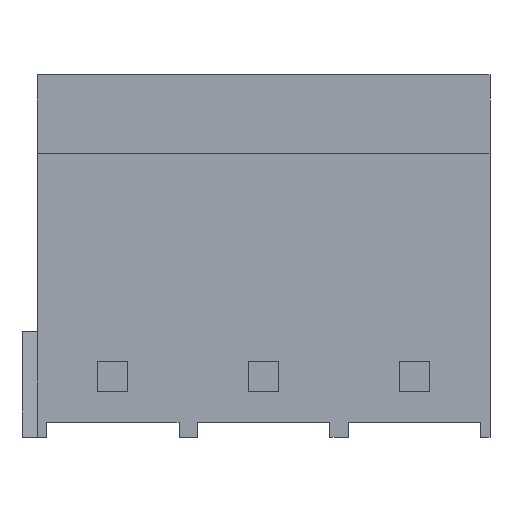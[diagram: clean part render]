
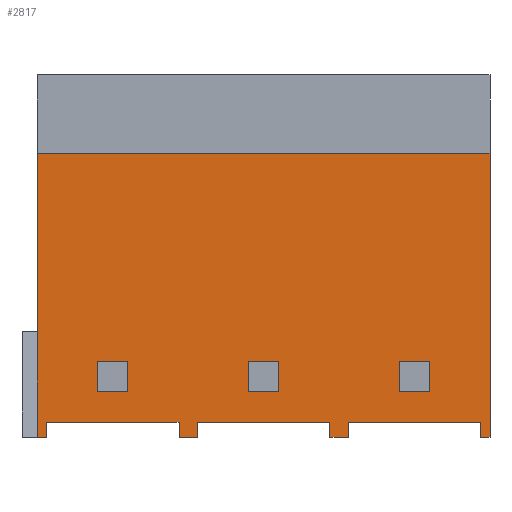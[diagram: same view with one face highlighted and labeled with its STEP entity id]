
A CAD part, front view. The second image highlights one B-rep face of the part: STEP entity #2817.
In plain terms, the highlighted planar face has unit normal (0, -1, 0).
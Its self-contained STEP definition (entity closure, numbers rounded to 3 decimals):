
#207=DIRECTION('',(0.,0.,-1.));
#208=VECTOR('',#207,9.4);
#209=CARTESIAN_POINT('',(-7.5,-3.85,-2.6));
#210=LINE('',#209,#208);
#624=DIRECTION('',(0.,0.,-1.));
#625=VECTOR('',#624,9.4);
#626=CARTESIAN_POINT('',(7.5,-3.85,-2.6));
#627=LINE('',#626,#625);
#701=DIRECTION('',(0.,0.,1.));
#702=VECTOR('',#701,0.5);
#703=CARTESIAN_POINT('',(2.8,-3.85,-12.));
#704=LINE('',#703,#702);
#708=DIRECTION('',(0.,0.,1.));
#709=VECTOR('',#708,0.5);
#710=CARTESIAN_POINT('',(2.2,-3.85,-12.));
#711=LINE('',#710,#709);
#715=DIRECTION('',(1.,0.,0.));
#716=VECTOR('',#715,4.4);
#717=CARTESIAN_POINT('',(-2.2,-3.85,-11.5));
#718=LINE('',#717,#716);
#722=DIRECTION('',(0.,0.,1.));
#723=VECTOR('',#722,0.5);
#724=CARTESIAN_POINT('',(-2.2,-3.85,-12.));
#725=LINE('',#724,#723);
#729=DIRECTION('',(0.,0.,1.));
#730=VECTOR('',#729,0.5);
#731=CARTESIAN_POINT('',(-2.8,-3.85,-12.));
#732=LINE('',#731,#730);
#736=DIRECTION('',(1.,0.,0.));
#737=VECTOR('',#736,4.4);
#738=CARTESIAN_POINT('',(-7.2,-3.85,-11.5));
#739=LINE('',#738,#737);
#743=DIRECTION('',(0.,0.,1.));
#744=VECTOR('',#743,0.5);
#745=CARTESIAN_POINT('',(-7.2,-3.85,-12.));
#746=LINE('',#745,#744);
#750=DIRECTION('',(1.,0.,0.));
#751=VECTOR('',#750,15.);
#752=CARTESIAN_POINT('',(-7.5,-3.85,-2.6));
#753=LINE('',#752,#751);
#757=DIRECTION('',(0.,0.,1.));
#758=VECTOR('',#757,0.5);
#759=CARTESIAN_POINT('',(7.2,-3.85,-12.));
#760=LINE('',#759,#758);
#764=DIRECTION('',(1.,0.,0.));
#765=VECTOR('',#764,4.4);
#766=CARTESIAN_POINT('',(2.8,-3.85,-11.5));
#767=LINE('',#766,#765);
#771=DIRECTION('',(0.,0.,-1.));
#772=VECTOR('',#771,1.);
#773=CARTESIAN_POINT('',(-4.5,-3.85,-9.5));
#774=LINE('',#773,#772);
#778=DIRECTION('',(-1.,0.,0.));
#779=VECTOR('',#778,1.);
#780=CARTESIAN_POINT('',(-4.5,-3.85,-9.5));
#781=LINE('',#780,#779);
#785=DIRECTION('',(0.,0.,-1.));
#786=VECTOR('',#785,1.);
#787=CARTESIAN_POINT('',(-5.5,-3.85,-9.5));
#788=LINE('',#787,#786);
#792=DIRECTION('',(-1.,0.,0.));
#793=VECTOR('',#792,1.);
#794=CARTESIAN_POINT('',(-4.5,-3.85,-10.5));
#795=LINE('',#794,#793);
#799=DIRECTION('',(0.,0.,-1.));
#800=VECTOR('',#799,1.);
#801=CARTESIAN_POINT('',(0.5,-3.85,-9.5));
#802=LINE('',#801,#800);
#806=DIRECTION('',(-1.,0.,0.));
#807=VECTOR('',#806,1.);
#808=CARTESIAN_POINT('',(0.5,-3.85,-9.5));
#809=LINE('',#808,#807);
#813=DIRECTION('',(0.,0.,-1.));
#814=VECTOR('',#813,1.);
#815=CARTESIAN_POINT('',(-0.5,-3.85,-9.5));
#816=LINE('',#815,#814);
#820=DIRECTION('',(-1.,0.,0.));
#821=VECTOR('',#820,1.);
#822=CARTESIAN_POINT('',(0.5,-3.85,-10.5));
#823=LINE('',#822,#821);
#827=DIRECTION('',(0.,0.,-1.));
#828=VECTOR('',#827,1.);
#829=CARTESIAN_POINT('',(5.5,-3.85,-9.5));
#830=LINE('',#829,#828);
#834=DIRECTION('',(-1.,0.,0.));
#835=VECTOR('',#834,1.);
#836=CARTESIAN_POINT('',(5.5,-3.85,-9.5));
#837=LINE('',#836,#835);
#841=DIRECTION('',(0.,0.,-1.));
#842=VECTOR('',#841,1.);
#843=CARTESIAN_POINT('',(4.5,-3.85,-9.5));
#844=LINE('',#843,#842);
#848=DIRECTION('',(-1.,0.,0.));
#849=VECTOR('',#848,1.);
#850=CARTESIAN_POINT('',(5.5,-3.85,-10.5));
#851=LINE('',#850,#849);
#988=DIRECTION('',(1.,0.,0.));
#989=VECTOR('',#988,0.3);
#990=CARTESIAN_POINT('',(-7.5,-3.85,-12.));
#991=LINE('',#990,#989);
#1009=DIRECTION('',(1.,0.,0.));
#1010=VECTOR('',#1009,0.6);
#1011=CARTESIAN_POINT('',(-2.8,-3.85,-12.));
#1012=LINE('',#1011,#1010);
#1030=DIRECTION('',(1.,0.,0.));
#1031=VECTOR('',#1030,0.6);
#1032=CARTESIAN_POINT('',(2.2,-3.85,-12.));
#1033=LINE('',#1032,#1031);
#1044=DIRECTION('',(1.,0.,0.));
#1045=VECTOR('',#1044,0.3);
#1046=CARTESIAN_POINT('',(7.2,-3.85,-12.));
#1047=LINE('',#1046,#1045);
#2038=CARTESIAN_POINT('',(-7.5,-3.85,-2.6));
#2039=VERTEX_POINT('',#2038);
#2040=CARTESIAN_POINT('',(-7.5,-3.85,-12.));
#2041=VERTEX_POINT('',#2040);
#2072=CARTESIAN_POINT('',(7.5,-3.85,-2.6));
#2073=VERTEX_POINT('',#2072);
#2074=CARTESIAN_POINT('',(7.5,-3.85,-12.));
#2075=VERTEX_POINT('',#2074);
#2134=CARTESIAN_POINT('',(-7.2,-3.85,-12.));
#2135=CARTESIAN_POINT('',(-7.2,-3.85,-11.5));
#2136=VERTEX_POINT('',#2134);
#2137=VERTEX_POINT('',#2135);
#2138=CARTESIAN_POINT('',(-2.8,-3.85,-11.5));
#2139=VERTEX_POINT('',#2138);
#2140=CARTESIAN_POINT('',(-2.8,-3.85,-12.));
#2141=VERTEX_POINT('',#2140);
#2166=CARTESIAN_POINT('',(-4.5,-3.85,-9.5));
#2167=CARTESIAN_POINT('',(-4.5,-3.85,-10.5));
#2168=VERTEX_POINT('',#2166);
#2169=VERTEX_POINT('',#2167);
#2170=CARTESIAN_POINT('',(-5.5,-3.85,-9.5));
#2171=CARTESIAN_POINT('',(-5.5,-3.85,-10.5));
#2172=VERTEX_POINT('',#2170);
#2173=VERTEX_POINT('',#2171);
#2216=CARTESIAN_POINT('',(-2.2,-3.85,-12.));
#2217=CARTESIAN_POINT('',(-2.2,-3.85,-11.5));
#2218=VERTEX_POINT('',#2216);
#2219=VERTEX_POINT('',#2217);
#2220=CARTESIAN_POINT('',(2.2,-3.85,-11.5));
#2221=VERTEX_POINT('',#2220);
#2222=CARTESIAN_POINT('',(2.2,-3.85,-12.));
#2223=VERTEX_POINT('',#2222);
#2248=CARTESIAN_POINT('',(0.5,-3.85,-9.5));
#2249=CARTESIAN_POINT('',(0.5,-3.85,-10.5));
#2250=VERTEX_POINT('',#2248);
#2251=VERTEX_POINT('',#2249);
#2252=CARTESIAN_POINT('',(-0.5,-3.85,-9.5));
#2253=CARTESIAN_POINT('',(-0.5,-3.85,-10.5));
#2254=VERTEX_POINT('',#2252);
#2255=VERTEX_POINT('',#2253);
#2280=CARTESIAN_POINT('',(2.8,-3.85,-12.));
#2281=CARTESIAN_POINT('',(2.8,-3.85,-11.5));
#2282=VERTEX_POINT('',#2280);
#2283=VERTEX_POINT('',#2281);
#2284=CARTESIAN_POINT('',(7.2,-3.85,-11.5));
#2285=VERTEX_POINT('',#2284);
#2286=CARTESIAN_POINT('',(7.2,-3.85,-12.));
#2287=VERTEX_POINT('',#2286);
#2314=CARTESIAN_POINT('',(5.5,-3.85,-9.5));
#2315=CARTESIAN_POINT('',(5.5,-3.85,-10.5));
#2316=VERTEX_POINT('',#2314);
#2317=VERTEX_POINT('',#2315);
#2318=CARTESIAN_POINT('',(4.5,-3.85,-9.5));
#2319=CARTESIAN_POINT('',(4.5,-3.85,-10.5));
#2320=VERTEX_POINT('',#2318);
#2321=VERTEX_POINT('',#2319);
#2751=CARTESIAN_POINT('',(-7.5,-3.85,-2.6));
#2752=DIRECTION('',(0.,-1.,0.));
#2753=DIRECTION('',(0.,0.,-1.));
#2754=AXIS2_PLACEMENT_3D('',#2751,#2752,#2753);
#2755=PLANE('',#2754);
#2757=ORIENTED_EDGE('',*,*,#2756,.F.);
#2759=ORIENTED_EDGE('',*,*,#2758,.F.);
#2761=ORIENTED_EDGE('',*,*,#2760,.T.);
#2763=ORIENTED_EDGE('',*,*,#2762,.F.);
#2765=ORIENTED_EDGE('',*,*,#2764,.F.);
#2767=ORIENTED_EDGE('',*,*,#2766,.F.);
#2769=ORIENTED_EDGE('',*,*,#2768,.T.);
#2771=ORIENTED_EDGE('',*,*,#2770,.F.);
#2773=ORIENTED_EDGE('',*,*,#2772,.F.);
#2775=ORIENTED_EDGE('',*,*,#2774,.F.);
#2776=ORIENTED_EDGE('',*,*,#2417,.F.);
#2778=ORIENTED_EDGE('',*,*,#2777,.T.);
#2779=ORIENTED_EDGE('',*,*,#2695,.T.);
#2781=ORIENTED_EDGE('',*,*,#2780,.F.);
#2783=ORIENTED_EDGE('',*,*,#2782,.T.);
#2784=ORIENTED_EDGE('',*,*,#2733,.F.);
#2785=EDGE_LOOP('',(#2757,#2759,#2761,#2763,#2765,#2767,#2769,#2771,#2773,#2775,
#2776,#2778,#2779,#2781,#2783,#2784));
#2786=FACE_OUTER_BOUND('',#2785,.F.);
#2788=ORIENTED_EDGE('',*,*,#2787,.F.);
#2790=ORIENTED_EDGE('',*,*,#2789,.T.);
#2792=ORIENTED_EDGE('',*,*,#2791,.T.);
#2794=ORIENTED_EDGE('',*,*,#2793,.F.);
#2795=EDGE_LOOP('',(#2788,#2790,#2792,#2794));
#2796=FACE_BOUND('',#2795,.F.);
#2798=ORIENTED_EDGE('',*,*,#2797,.F.);
#2800=ORIENTED_EDGE('',*,*,#2799,.T.);
#2802=ORIENTED_EDGE('',*,*,#2801,.T.);
#2804=ORIENTED_EDGE('',*,*,#2803,.F.);
#2805=EDGE_LOOP('',(#2798,#2800,#2802,#2804));
#2806=FACE_BOUND('',#2805,.F.);
#2808=ORIENTED_EDGE('',*,*,#2807,.F.);
#2810=ORIENTED_EDGE('',*,*,#2809,.T.);
#2812=ORIENTED_EDGE('',*,*,#2811,.T.);
#2814=ORIENTED_EDGE('',*,*,#2813,.F.);
#2815=EDGE_LOOP('',(#2808,#2810,#2812,#2814));
#2816=FACE_BOUND('',#2815,.F.);
#2817=ADVANCED_FACE('',(#2786,#2796,#2806,#2816),#2755,.T.);
#2417=EDGE_CURVE('',#2039,#2041,#210,.T.);
#2695=EDGE_CURVE('',#2073,#2075,#627,.T.);
#2733=EDGE_CURVE('',#2283,#2285,#767,.T.);
#2756=EDGE_CURVE('',#2282,#2283,#704,.T.);
#2758=EDGE_CURVE('',#2223,#2282,#1033,.T.);
#2760=EDGE_CURVE('',#2223,#2221,#711,.T.);
#2762=EDGE_CURVE('',#2219,#2221,#718,.T.);
#2764=EDGE_CURVE('',#2218,#2219,#725,.T.);
#2766=EDGE_CURVE('',#2141,#2218,#1012,.T.);
#2768=EDGE_CURVE('',#2141,#2139,#732,.T.);
#2770=EDGE_CURVE('',#2137,#2139,#739,.T.);
#2772=EDGE_CURVE('',#2136,#2137,#746,.T.);
#2774=EDGE_CURVE('',#2041,#2136,#991,.T.);
#2777=EDGE_CURVE('',#2039,#2073,#753,.T.);
#2780=EDGE_CURVE('',#2287,#2075,#1047,.T.);
#2782=EDGE_CURVE('',#2287,#2285,#760,.T.);
#2787=EDGE_CURVE('',#2168,#2169,#774,.T.);
#2789=EDGE_CURVE('',#2168,#2172,#781,.T.);
#2791=EDGE_CURVE('',#2172,#2173,#788,.T.);
#2793=EDGE_CURVE('',#2169,#2173,#795,.T.);
#2797=EDGE_CURVE('',#2250,#2251,#802,.T.);
#2799=EDGE_CURVE('',#2250,#2254,#809,.T.);
#2801=EDGE_CURVE('',#2254,#2255,#816,.T.);
#2803=EDGE_CURVE('',#2251,#2255,#823,.T.);
#2807=EDGE_CURVE('',#2316,#2317,#830,.T.);
#2809=EDGE_CURVE('',#2316,#2320,#837,.T.);
#2811=EDGE_CURVE('',#2320,#2321,#844,.T.);
#2813=EDGE_CURVE('',#2317,#2321,#851,.T.);
